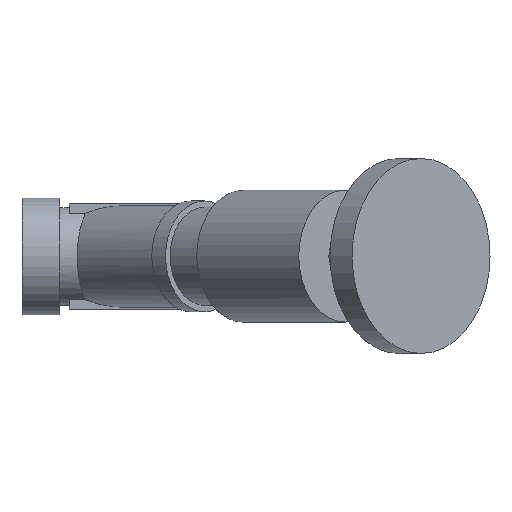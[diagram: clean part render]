
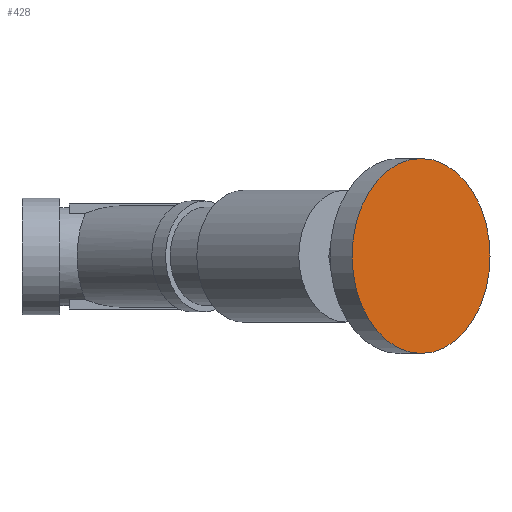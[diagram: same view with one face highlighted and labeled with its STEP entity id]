
A CAD part, top view. The second image highlights one B-rep face of the part: STEP entity #428.
In plain terms, the highlighted planar face has unit normal (0.707, 0, 0.707).
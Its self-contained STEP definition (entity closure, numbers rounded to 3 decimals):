
#30=PLANE('',#496);
#143=ORIENTED_EDGE('',*,*,#220,.T.);
#220=EDGE_CURVE('',#267,#267,#297,.T.);
#267=VERTEX_POINT('',#779);
#297=CIRCLE('',#494,35.);
#337=EDGE_LOOP('',(#143));
#387=FACE_BOUND('',#337,.T.);
#428=ADVANCED_FACE('',(#387),#30,.T.);
#494=AXIS2_PLACEMENT_3D('',#778,#599,#600);
#496=AXIS2_PLACEMENT_3D('',#781,#603,#604);
#599=DIRECTION('',(0.707,0.,0.707));
#600=DIRECTION('',(0.707,0.,-0.707));
#603=DIRECTION('',(0.707,0.,0.707));
#604=DIRECTION('',(0.707,0.,-0.707));
#778=CARTESIAN_POINT('',(94.751,0.,115.251));
#779=CARTESIAN_POINT('',(119.5,0.,90.503));
#781=CARTESIAN_POINT('',(94.751,0.,115.251));
